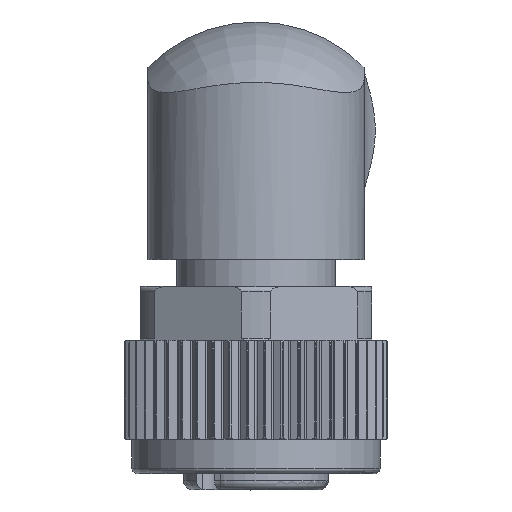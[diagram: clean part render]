
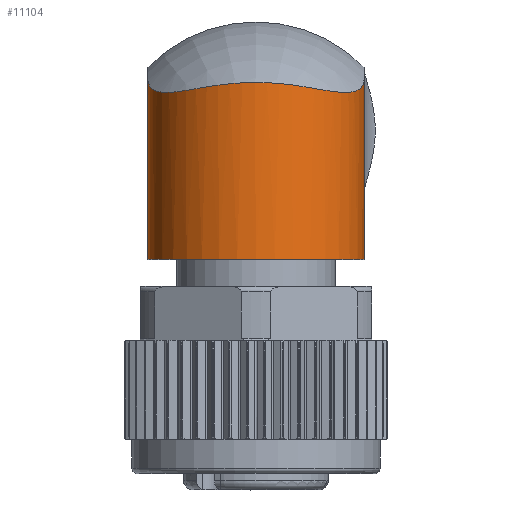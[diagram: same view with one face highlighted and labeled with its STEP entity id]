
A CAD part, top view. The second image highlights one B-rep face of the part: STEP entity #11104.
In plain terms, the highlighted cylindrical face has radius 6 mm (diameter 12 mm), a partial arc.
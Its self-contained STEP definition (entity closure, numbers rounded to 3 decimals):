
#448=LINE('',#17456,#941);
#449=LINE('',#17458,#942);
#941=VECTOR('',#13450,1000.);
#942=VECTOR('',#13453,1000.);
#1205=CYLINDRICAL_SURFACE('',#11874,6.);
#1667=CIRCLE('',#11859,6.);
#2908=ORIENTED_EDGE('',*,*,#5150,.T.);
#2909=ORIENTED_EDGE('',*,*,#5185,.T.);
#2910=ORIENTED_EDGE('',*,*,#5172,.T.);
#2911=ORIENTED_EDGE('',*,*,#5184,.F.);
#5150=EDGE_CURVE('',#6208,#6209,#6664,.T.);
#5172=EDGE_CURVE('',#6224,#6223,#1667,.T.);
#5184=EDGE_CURVE('',#6208,#6223,#448,.T.);
#5185=EDGE_CURVE('',#6209,#6224,#449,.T.);
#6208=VERTEX_POINT('',#17342);
#6209=VERTEX_POINT('',#17343);
#6223=VERTEX_POINT('',#17406);
#6224=VERTEX_POINT('',#17408);
#6664=B_SPLINE_CURVE_WITH_KNOTS('',3,(#17331,#17332,#17333,#17334,#17335,
#17336,#17337,#17338,#17339,#17340,#17341),.UNSPECIFIED.,.F.,.F.,(4,1,1,
1,1,1,1,1,4),(0.,0.002,0.005,
0.007,0.01,0.012,0.014,
0.017,0.019),.UNSPECIFIED.);
#6856=EDGE_LOOP('',(#2908,#2909,#2910,#2911));
#7353=FACE_BOUND('',#6856,.T.);
#11104=ADVANCED_FACE('',(#7353),#1205,.T.);
#11859=AXIS2_PLACEMENT_3D('',#17407,#13418,#13419);
#11874=AXIS2_PLACEMENT_3D('',#17457,#13451,#13452);
#13418=DIRECTION('',(0.,1.,0.));
#13419=DIRECTION('',(1.,0.,0.));
#13450=DIRECTION('',(0.,-1.,0.));
#13451=DIRECTION('',(0.,-1.,0.));
#13452=DIRECTION('',(0.,0.,-1.));
#13453=DIRECTION('',(0.,-1.,0.));
#17331=CARTESIAN_POINT('',(6.,2.777,0.));
#17332=CARTESIAN_POINT('',(6.,2.492,0.75));
#17333=CARTESIAN_POINT('',(5.717,2.037,2.288));
#17334=CARTESIAN_POINT('',(4.375,2.062,4.338));
#17335=CARTESIAN_POINT('',(2.378,2.479,5.679));
#17336=CARTESIAN_POINT('',(-0.001,2.697,6.161));
#17337=CARTESIAN_POINT('',(-2.382,2.479,5.677));
#17338=CARTESIAN_POINT('',(-4.37,2.064,4.34));
#17339=CARTESIAN_POINT('',(-5.714,2.035,2.298));
#17340=CARTESIAN_POINT('',(-6.,2.492,0.751));
#17341=CARTESIAN_POINT('',(-6.,2.777,0.));
#17342=CARTESIAN_POINT('',(6.,2.777,0.));
#17343=CARTESIAN_POINT('',(-6.,2.777,0.));
#17406=CARTESIAN_POINT('',(6.,-7.2,0.));
#17407=CARTESIAN_POINT('',(0.,-7.2,0.));
#17408=CARTESIAN_POINT('',(-6.,-7.2,0.));
#17456=CARTESIAN_POINT('',(6.,7.2,0.));
#17457=CARTESIAN_POINT('',(0.,7.2,0.));
#17458=CARTESIAN_POINT('',(-6.,7.2,0.));
